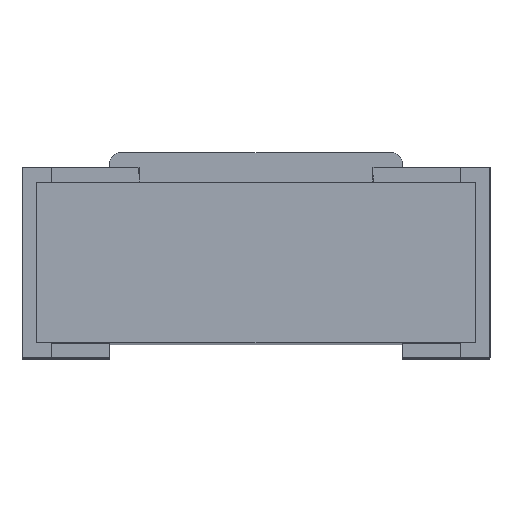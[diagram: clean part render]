
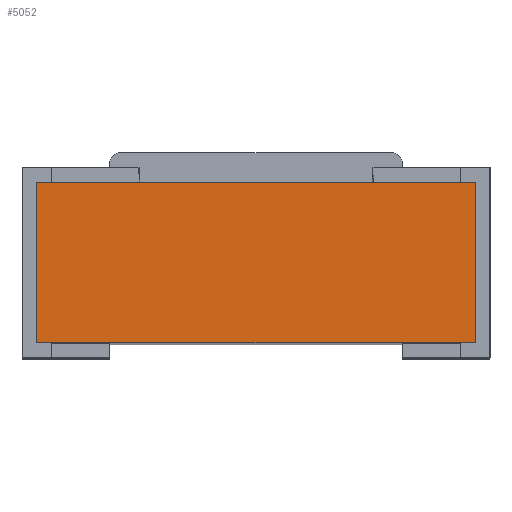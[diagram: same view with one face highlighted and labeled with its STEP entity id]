
A CAD part, top view. The second image highlights one B-rep face of the part: STEP entity #5052.
In plain terms, the highlighted planar face has unit normal (0, 0, 1).
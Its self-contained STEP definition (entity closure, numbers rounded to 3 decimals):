
#39 = VERTEX_POINT ( 'NONE', #5263 ) ;
#107 = PLANE ( 'NONE',  #525 ) ;
#281 = LINE ( 'NONE', #996, #1235 ) ;
#522 = DIRECTION ( 'NONE',  ( 0., 0., -1. ) ) ;
#525 = AXIS2_PLACEMENT_3D ( 'NONE', #3715, #522, #2782 ) ;
#644 = VERTEX_POINT ( 'NONE', #2874 ) ;
#700 = ORIENTED_EDGE ( 'NONE', *, *, #988, .T. ) ;
#712 = VERTEX_POINT ( 'NONE', #3865 ) ;
#988 = EDGE_CURVE ( 'NONE', #712, #39, #5282, .T. ) ;
#996 = CARTESIAN_POINT ( 'NONE',  ( -0.75, 0., 1.6 ) ) ;
#1235 = VECTOR ( 'NONE', #4284, 1000. ) ;
#1248 = VERTEX_POINT ( 'NONE', #5565 ) ;
#1421 = DIRECTION ( 'NONE',  ( -1., 0., 0. ) ) ;
#1991 = CARTESIAN_POINT ( 'NONE',  ( 0.75, 0., 1.6 ) ) ;
#2237 = EDGE_LOOP ( 'NONE', ( #700, #4592, #3458, #4088 ) ) ;
#2287 = LINE ( 'NONE', #1991, #3094 ) ;
#2533 = EDGE_CURVE ( 'NONE', #39, #644, #281, .T. ) ;
#2782 = DIRECTION ( 'NONE',  ( -1., 0., 0. ) ) ;
#2874 = CARTESIAN_POINT ( 'NONE',  ( -0.75, 0.05, 1.6 ) ) ;
#3094 = VECTOR ( 'NONE', #3354, 1000. ) ;
#3155 = VECTOR ( 'NONE', #4415, 1000. ) ;
#3354 = DIRECTION ( 'NONE',  ( 0., -1., 0. ) ) ;
#3401 = FACE_OUTER_BOUND ( 'NONE', #2237, .T. ) ;
#3458 = ORIENTED_EDGE ( 'NONE', *, *, #4921, .F. ) ;
#3476 = CARTESIAN_POINT ( 'NONE',  ( 0., 0.6, 1.6 ) ) ;
#3481 = EDGE_CURVE ( 'NONE', #712, #1248, #2287, .T. ) ;
#3715 = CARTESIAN_POINT ( 'NONE',  ( 0., 0.65, 1.6 ) ) ;
#3865 = CARTESIAN_POINT ( 'NONE',  ( 0.75, 0.6, 1.6 ) ) ;
#4088 = ORIENTED_EDGE ( 'NONE', *, *, #3481, .F. ) ;
#4125 = VECTOR ( 'NONE', #1421, 1000. ) ;
#4148 = CARTESIAN_POINT ( 'NONE',  ( 0., 0.05, 1.6 ) ) ;
#4284 = DIRECTION ( 'NONE',  ( 0., -1., 0. ) ) ;
#4404 = LINE ( 'NONE', #4148, #4125 ) ;
#4415 = DIRECTION ( 'NONE',  ( -1., 0., 0. ) ) ;
#4592 = ORIENTED_EDGE ( 'NONE', *, *, #2533, .T. ) ;
#4921 = EDGE_CURVE ( 'NONE', #1248, #644, #4404, .T. ) ;
#5052 = ADVANCED_FACE ( 'NONE', ( #3401 ), #107, .F. ) ;
#5263 = CARTESIAN_POINT ( 'NONE',  ( -0.75, 0.6, 1.6 ) ) ;
#5282 = LINE ( 'NONE', #3476, #3155 ) ;
#5565 = CARTESIAN_POINT ( 'NONE',  ( 0.75, 0.05, 1.6 ) ) ;
